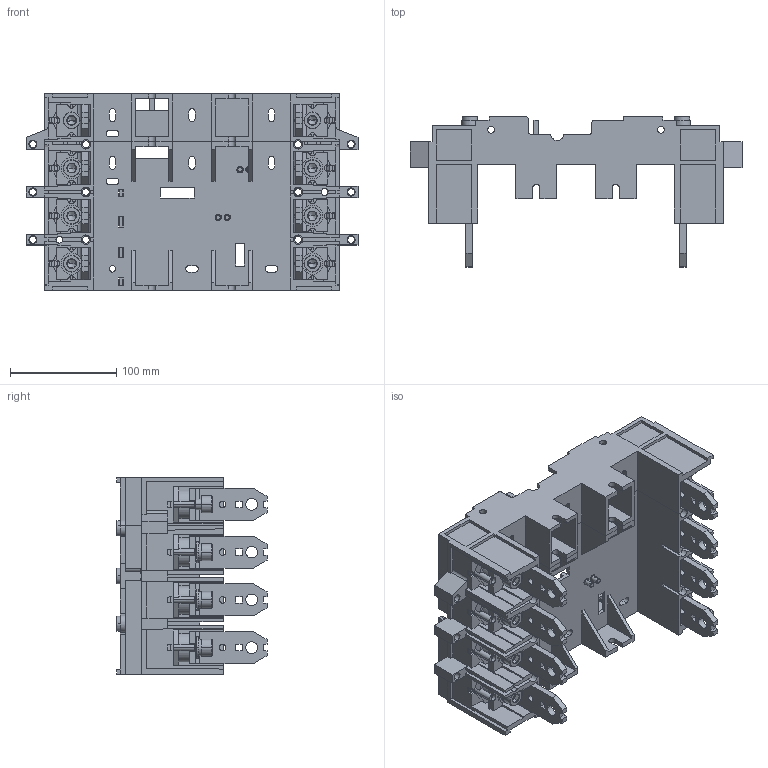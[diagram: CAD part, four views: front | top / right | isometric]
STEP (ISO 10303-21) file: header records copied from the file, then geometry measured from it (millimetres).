
FILE_DESCRIPTION((''),'2;1');
FILE_NAME('NM8-630-4P_B_ASM','2021-09-06T16:53:17',('zhxmin'),(''),'CREO PARAMETRIC BY PTC INC, 2018020','CREO PARAMETRIC BY PTC INC, 2018020','');
FILE_SCHEMA(('CONFIG_CONTROL_DESIGN','SHAPE_APPEARANCE_LAYERS_GROUPS'));
Products named in the file (46): PRT5013_1_1; 8-585-491-32215_1-23190; 8-585-491-32215_1-23919; 8-585-491-32215_1-24648; 8-585-491-32215_1-25377; 8-585-491-32917_1-26106; 8-585-491-32917_1-26835; 8-585-491-32917_1-27564; 8-585-491-32917_1-28293; 8-775-113-35023-36409; 8-775-113-35023-37601; 8-775-113-36215_1_1; 8-775-113-37407_1_1; 8-775-113-38599_1_1; 8-775-113-39791_1_1; 8-775-113-40983-43561; 8-775-113-40983-44753; M10X25-GB70_SOLID_1-42175-38510; M10X25-GB70_SOLID_1-42175-39049; M10X25-GB70_QUILT_1-42714_1_1; D10-GB93-42828_1_1; D10-GB97_1-42978_1_1; M10X25-GB70_SOLID_1-43072_1_1; M10X25-GB70_QUILT_1-43611_1_1; D10-GB93-43725_1_1; D10-GB97_1-43875_1_1; M10X25-GB70_SOLID_1-43969_1_1; M10X25-GB70_QUILT_1-44508_1_1; D10-GB93-44622_1_1; D10-GB97_1-44772_1_1; M10X25-GB70_SOLID_1-44866_1_1; M10X25-GB70_QUILT_1-45405_1_1; D10-GB93-45519_1_1; D10-GB97_1-45669_1_1; M10X25-GB70_SOLID_1-45763_1_1; M10X25-GB70_QUILT_1-46302_1_1; D10-GB93-46416_1_1; D10-GB97_1-46566_1_1; M10X25-GB70_SOLID_1-46660-43724; M10X25-GB70_SOLID_1-46660-44263 ...
Assembly tree (45 placements, depth 3):
  NM8-630-4P_B_ASM
    NM8-630-4P_F_ASM
      PRT5013_1_1
      8-585-491-32215_1-23190
      8-585-491-32215_1-23919
      8-585-491-32215_1-24648
      8-585-491-32215_1-25377
      8-585-491-32917_1-26106
      8-585-491-32917_1-26835
      8-585-491-32917_1-27564
      8-585-491-32917_1-28293
      8-775-113-35023-36409
      8-775-113-35023-37601
      8-775-113-36215_1_1
      8-775-113-37407_1_1
      8-775-113-38599_1_1
      8-775-113-39791_1_1
      8-775-113-40983-43561
      8-775-113-40983-44753
      M10X25-GB70_SOLID_1-42175-38510
      M10X25-GB70_SOLID_1-42175-39049
      M10X25-GB70_QUILT_1-42714_1_1
      D10-GB93-42828_1_1
      D10-GB97_1-42978_1_1
      M10X25-GB70_SOLID_1-43072_1_1
      M10X25-GB70_QUILT_1-43611_1_1
      D10-GB93-43725_1_1
      D10-GB97_1-43875_1_1
      M10X25-GB70_SOLID_1-43969_1_1
      M10X25-GB70_QUILT_1-44508_1_1
      D10-GB93-44622_1_1
      D10-GB97_1-44772_1_1
      M10X25-GB70_SOLID_1-44866_1_1
      M10X25-GB70_QUILT_1-45405_1_1
      D10-GB93-45519_1_1
      D10-GB97_1-45669_1_1
      M10X25-GB70_SOLID_1-45763_1_1
      M10X25-GB70_QUILT_1-46302_1_1
      D10-GB93-46416_1_1
      D10-GB97_1-46566_1_1
      M10X25-GB70_SOLID_1-46660-43724
      M10X25-GB70_SOLID_1-46660-44263
      M10X25-GB70_QUILT_1-47199_1_1
      D10-GB93-47313_1_1
      D10-GB97_1-47463_1_1
      NM8-630_4P_1
Bounding box: 313 x 141.6 x 185 mm (x, y, z)
Volume: 1043628.3 mm3; surface area: 604511.5 mm2
Topology: 38 solids, 44 shells, 2623 faces, 7313 edges, 4805 vertices
Faces by surface type: plane 1810, cylinder 663, cone 136, torus 14
Entity records: 103977 total; most frequent: CARTESIAN_POINT 15703, ORIENTED_EDGE 14570, DIRECTION 14492, EDGE_CURVE 7297, VECTOR 5336, LINE 5336, VERTEX_POINT 4805, AXIS2_PLACEMENT_3D 4578
